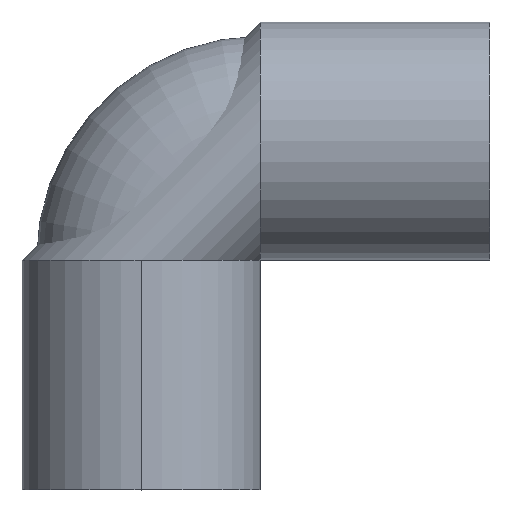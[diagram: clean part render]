
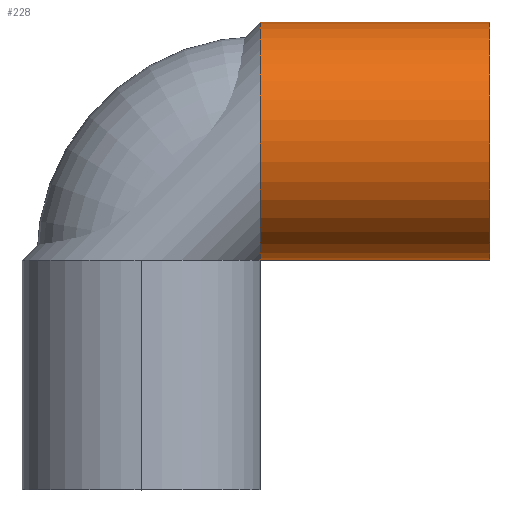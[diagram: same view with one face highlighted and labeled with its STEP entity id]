
A CAD part, top view. The second image highlights one B-rep face of the part: STEP entity #228.
In plain terms, the highlighted cylindrical face has radius 55 mm (diameter 110 mm), a partial arc.
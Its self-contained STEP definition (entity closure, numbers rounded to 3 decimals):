
#7 = EDGE_CURVE ( 'NONE', #418, #328, #362, .T. ) ;
#30 = DIRECTION ( 'NONE',  ( 1., 0., 0. ) ) ;
#61 = LINE ( 'NONE', #217, #271 ) ;
#69 = ORIENTED_EDGE ( 'NONE', *, *, #399, .T. ) ;
#70 = DIRECTION ( 'NONE',  ( 1., 0., 0. ) ) ;
#94 = VERTEX_POINT ( 'NONE', #99 ) ;
#99 = CARTESIAN_POINT ( 'NONE',  ( 161., 106., 0. ) ) ;
#102 = ORIENTED_EDGE ( 'NONE', *, *, #7, .T. ) ;
#109 = CARTESIAN_POINT ( 'NONE',  ( 161., 216., 0. ) ) ;
#111 = FACE_OUTER_BOUND ( 'NONE', #326, .T. ) ;
#112 = VECTOR ( 'NONE', #272, 1000. ) ;
#116 = CARTESIAN_POINT ( 'NONE',  ( 55., 161., 0. ) ) ;
#125 = CARTESIAN_POINT ( 'NONE',  ( 55., 106., 0. ) ) ;
#157 = EDGE_CURVE ( 'NONE', #418, #184, #61, .T. ) ;
#174 = ORIENTED_EDGE ( 'NONE', *, *, #157, .F. ) ;
#184 = VERTEX_POINT ( 'NONE', #109 ) ;
#185 = DIRECTION ( 'NONE',  ( 0., 0., 1. ) ) ;
#210 = AXIS2_PLACEMENT_3D ( 'NONE', #364, #30, #185 ) ;
#217 = CARTESIAN_POINT ( 'NONE',  ( 55., 216., 0. ) ) ;
#220 = AXIS2_PLACEMENT_3D ( 'NONE', #393, #70, #222 ) ;
#222 = DIRECTION ( 'NONE',  ( 0., 1., 0. ) ) ;
#227 = CIRCLE ( 'NONE', #210, 55. ) ;
#228 = ADVANCED_FACE ( 'NONE', ( #111 ), #256, .T. ) ;
#236 = EDGE_CURVE ( 'NONE', #184, #94, #227, .T. ) ;
#256 = CYLINDRICAL_SURFACE ( 'NONE', #220, 55. ) ;
#262 = DIRECTION ( 'NONE',  ( 1., 0., 0. ) ) ;
#265 = CARTESIAN_POINT ( 'NONE',  ( 55., 106., 0. ) ) ;
#271 = VECTOR ( 'NONE', #358, 1000. ) ;
#272 = DIRECTION ( 'NONE',  ( 1., 0., 0. ) ) ;
#326 = EDGE_LOOP ( 'NONE', ( #102, #69, #346, #174 ) ) ;
#328 = VERTEX_POINT ( 'NONE', #265 ) ;
#342 = CARTESIAN_POINT ( 'NONE',  ( 55., 216., 0. ) ) ;
#346 = ORIENTED_EDGE ( 'NONE', *, *, #236, .F. ) ;
#349 = AXIS2_PLACEMENT_3D ( 'NONE', #116, #262, #397 ) ;
#358 = DIRECTION ( 'NONE',  ( 1., 0., 0. ) ) ;
#362 = CIRCLE ( 'NONE', #349, 55. ) ;
#364 = CARTESIAN_POINT ( 'NONE',  ( 161., 161., 0. ) ) ;
#393 = CARTESIAN_POINT ( 'NONE',  ( 55., 161., 0. ) ) ;
#397 = DIRECTION ( 'NONE',  ( 0., 0., 1. ) ) ;
#399 = EDGE_CURVE ( 'NONE', #328, #94, #430, .T. ) ;
#418 = VERTEX_POINT ( 'NONE', #342 ) ;
#430 = LINE ( 'NONE', #125, #112 ) ;
